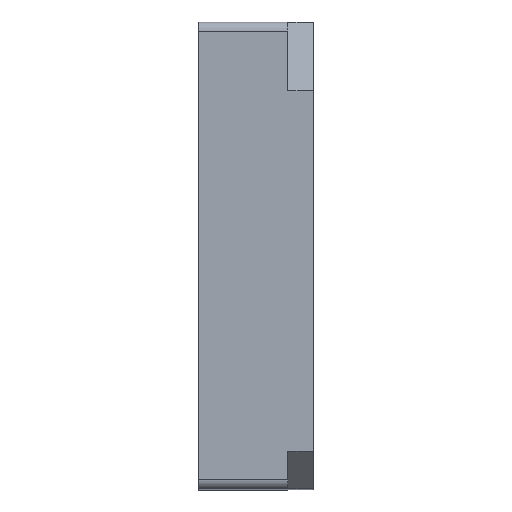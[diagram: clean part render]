
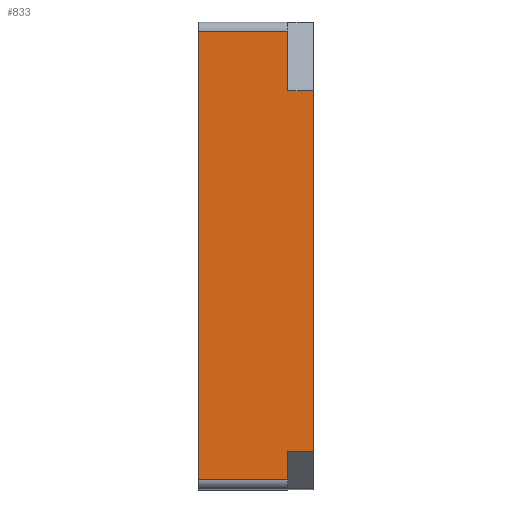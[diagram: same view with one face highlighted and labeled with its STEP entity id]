
A CAD part, top view. The second image highlights one B-rep face of the part: STEP entity #833.
In plain terms, the highlighted planar face has unit normal (0, 0, 1).
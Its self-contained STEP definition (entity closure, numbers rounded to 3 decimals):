
#2 = VECTOR ( 'NONE', #545, 1000. ) ;
#4 = VECTOR ( 'NONE', #541, 1000. ) ;
#9 = LINE ( 'NONE', #539, #4 ) ;
#10 = LINE ( 'NONE', #519, #2 ) ;
#18 = LINE ( 'NONE', #511, #31 ) ;
#31 = VECTOR ( 'NONE', #518, 1000. ) ;
#51 = CARTESIAN_POINT ( 'NONE',  ( 19.4, 28.792, 63.591 ) ) ;
#54 = VECTOR ( 'NONE', #470, 1000. ) ;
#60 = CARTESIAN_POINT ( 'NONE',  ( 25., 15.816, 63.591 ) ) ;
#71 = LINE ( 'NONE', #451, #54 ) ;
#160 = VECTOR ( 'NONE', #290, 1000. ) ;
#165 = CARTESIAN_POINT ( 'NONE',  ( 0., -68.708, 63.591 ) ) ;
#166 = VECTOR ( 'NONE', #296, 1000. ) ;
#167 = LINE ( 'NONE', #276, #166 ) ;
#178 = LINE ( 'NONE', #294, #160 ) ;
#192 = CARTESIAN_POINT ( 'NONE',  ( 25., -62.519, 63.591 ) ) ;
#223 = CARTESIAN_POINT ( 'NONE',  ( 19.4, 15.816, 63.591 ) ) ;
#253 = CARTESIAN_POINT ( 'NONE',  ( 0., 28.792, 63.591 ) ) ;
#276 = CARTESIAN_POINT ( 'NONE',  ( 25., -68.708, 63.591 ) ) ;
#278 = FACE_OUTER_BOUND ( 'NONE', #1462, .T. ) ;
#290 = DIRECTION ( 'NONE',  ( 0., -1., 0. ) ) ;
#292 = CARTESIAN_POINT ( 'NONE',  ( 19.4, -68.708, 63.591 ) ) ;
#294 = CARTESIAN_POINT ( 'NONE',  ( 0., 30.792, 63.591 ) ) ;
#296 = DIRECTION ( 'NONE',  ( 1., 0., 0. ) ) ;
#451 = CARTESIAN_POINT ( 'NONE',  ( 19.4, -62.519, 63.591 ) ) ;
#470 = DIRECTION ( 'NONE',  ( 1., 0., 0. ) ) ;
#511 = CARTESIAN_POINT ( 'NONE',  ( 19.4, -70.708, 63.591 ) ) ;
#518 = DIRECTION ( 'NONE',  ( 0., -1., 0. ) ) ;
#519 = CARTESIAN_POINT ( 'NONE',  ( 19.4, 15.816, 63.591 ) ) ;
#522 = DIRECTION ( 'NONE',  ( 0., -1., 0. ) ) ;
#537 = CARTESIAN_POINT ( 'NONE',  ( 19.4, 15.816, 63.591 ) ) ;
#539 = CARTESIAN_POINT ( 'NONE',  ( 25., 30.792, 63.591 ) ) ;
#541 = DIRECTION ( 'NONE',  ( 0., -1., 0. ) ) ;
#545 = DIRECTION ( 'NONE',  ( 1., 0., 0. ) ) ;
#554 = DIRECTION ( 'NONE',  ( -1., 0., 0. ) ) ;
#558 = CARTESIAN_POINT ( 'NONE',  ( 25., 28.792, 63.591 ) ) ;
#592 = CARTESIAN_POINT ( 'NONE',  ( 25., 30.792, 63.591 ) ) ;
#595 = DIRECTION ( 'NONE',  ( 0., 0., -1. ) ) ;
#604 = PLANE ( 'NONE',  #1168 ) ;
#613 = DIRECTION ( 'NONE',  ( 0., 1., 0. ) ) ;
#645 = VERTEX_POINT ( 'NONE', #51 ) ;
#669 = VERTEX_POINT ( 'NONE', #60 ) ;
#700 = ORIENTED_EDGE ( 'NONE', *, *, #1431, .F. ) ;
#702 = ORIENTED_EDGE ( 'NONE', *, *, #1328, .T. ) ;
#703 = ORIENTED_EDGE ( 'NONE', *, *, #1335, .T. ) ;
#707 = ORIENTED_EDGE ( 'NONE', *, *, #1403, .T. ) ;
#708 = ORIENTED_EDGE ( 'NONE', *, *, #1434, .F. ) ;
#709 = ORIENTED_EDGE ( 'NONE', *, *, #1435, .F. ) ;
#710 = ORIENTED_EDGE ( 'NONE', *, *, #1438, .F. ) ;
#713 = ORIENTED_EDGE ( 'NONE', *, *, #1439, .T. ) ;
#833 = ADVANCED_FACE ( 'NONE', ( #278 ), #604, .F. ) ;
#931 = VERTEX_POINT ( 'NONE', #165 ) ;
#992 = VERTEX_POINT ( 'NONE', #192 ) ;
#1026 = VERTEX_POINT ( 'NONE', #223 ) ;
#1168 = AXIS2_PLACEMENT_3D ( 'NONE', #592, #595, #613 ) ;
#1273 = VERTEX_POINT ( 'NONE', #253 ) ;
#1327 = VERTEX_POINT ( 'NONE', #292 ) ;
#1328 = EDGE_CURVE ( 'NONE', #931, #1327, #167, .T. ) ;
#1335 = EDGE_CURVE ( 'NONE', #1273, #931, #178, .T. ) ;
#1382 = CARTESIAN_POINT ( 'NONE',  ( 19.4, -62.519, 63.591 ) ) ;
#1403 = EDGE_CURVE ( 'NONE', #1489, #992, #71, .T. ) ;
#1431 = EDGE_CURVE ( 'NONE', #1489, #1327, #18, .T. ) ;
#1434 = EDGE_CURVE ( 'NONE', #669, #992, #9, .T. ) ;
#1435 = EDGE_CURVE ( 'NONE', #1026, #669, #10, .T. ) ;
#1438 = EDGE_CURVE ( 'NONE', #645, #1026, #1538, .T. ) ;
#1439 = EDGE_CURVE ( 'NONE', #645, #1273, #1540, .T. ) ;
#1462 = EDGE_LOOP ( 'NONE', ( #703, #702, #700, #707, #708, #709, #710, #713 ) ) ;
#1489 = VERTEX_POINT ( 'NONE', #1382 ) ;
#1510 = VECTOR ( 'NONE', #554, 1000. ) ;
#1533 = VECTOR ( 'NONE', #522, 1000. ) ;
#1538 = LINE ( 'NONE', #537, #1533 ) ;
#1540 = LINE ( 'NONE', #558, #1510 ) ;
